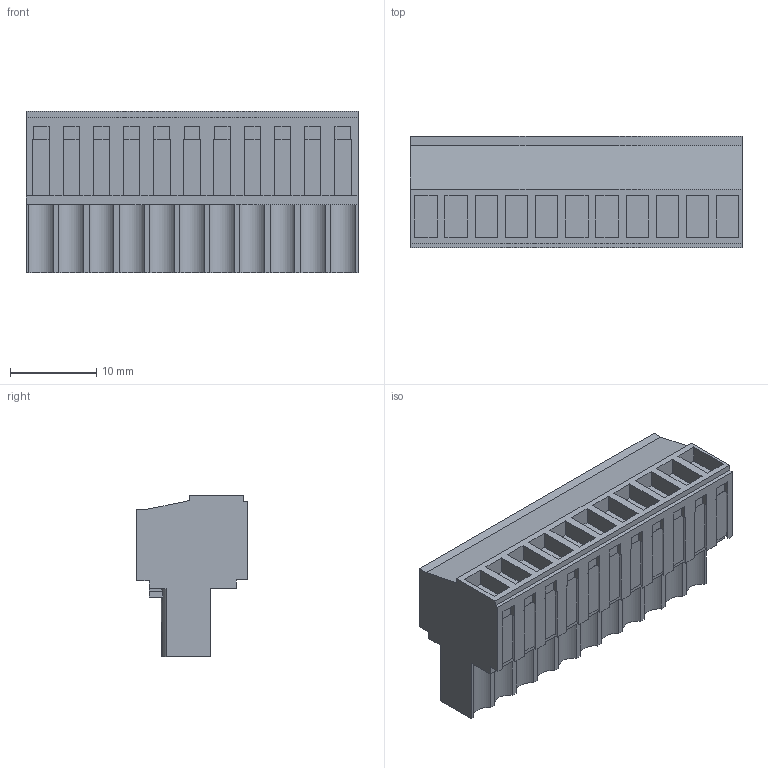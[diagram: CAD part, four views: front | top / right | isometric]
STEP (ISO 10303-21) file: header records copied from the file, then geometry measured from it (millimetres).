
FILE_DESCRIPTION(('CATIA V5 STEP Exchange','CAx-IF Rec.Pracs.--- Model Styling and Organization---1.2---2011-12-15'),'2;1');
FILE_NAME ('D1453544_0_1615720000_1615720000.stp','2017-04-25T09:05:59+00:00',('none'),('Weidmueller'),'CATIA Version 5-6 Release 2014','CATIA V5 STEP AP214','none');
FILE_SCHEMA(('AUTOMOTIVE_DESIGN { 1 0 10303 214 1 1 1 1 }'));
Length unit declared in the file: millimetre
Products named in the file (1): 1615720000
Bounding box: 38.5 x 12.9 x 18.7 mm (x, y, z)
Volume: 5688.2 mm3; surface area: 4464 mm2
Topology: 12 solids, 12 shells, 657 faces, 1847 edges, 1258 vertices
Faces by surface type: plane 591, cylinder 66
Entity records: 19294 total; most frequent: ORIENTED_EDGE 3694, CARTESIAN_POINT 3450, DIRECTION 2535, EDGE_CURVE 1847, VECTOR 1605, LINE 1605, VERTEX_POINT 1258, EDGE_LOOP 701
